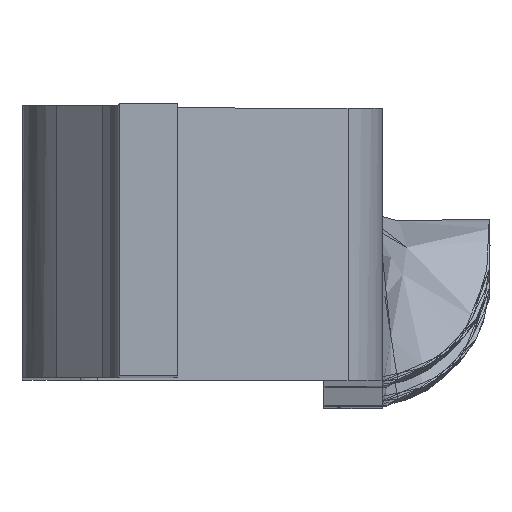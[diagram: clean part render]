
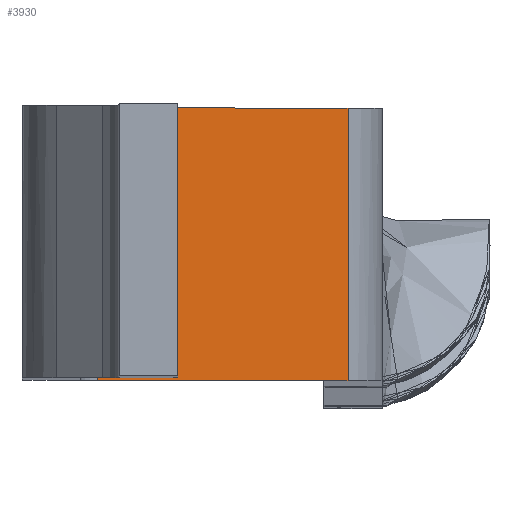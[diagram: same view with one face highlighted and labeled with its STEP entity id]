
A CAD part, top view. The second image highlights one B-rep face of the part: STEP entity #3930.
In plain terms, the highlighted free-form (B-spline) face has degree [1, 1] with [2, 2] control points.
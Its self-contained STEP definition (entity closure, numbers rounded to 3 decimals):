
#1752=CARTESIAN_POINT('',(11.743,-7.0,-131.985));
#1753=VERTEX_POINT('',#1752);
#1774=CARTESIAN_POINT('',(11.743,7.0,-131.985));
#1775=VERTEX_POINT('',#1774);
#1789=CARTESIAN_POINT('',(11.743,-7.0,-131.985));
#1790=CARTESIAN_POINT('',(11.743,7.0,-131.985));
#1791=QUASI_UNIFORM_CURVE('',1,(#1789,#1790),.UNSPECIFIED.,.F.,.U.);
#1792=EDGE_CURVE('',#1753,#1775,#1791,.T.);
#2055=CARTESIAN_POINT('',(-1.121,-7.0,-119.121));
#2056=VERTEX_POINT('',#2055);
#2072=CARTESIAN_POINT('',(-1.121,7.0,-119.121));
#2073=VERTEX_POINT('',#2072);
#2074=CARTESIAN_POINT('',(-1.121,7.0,-119.121));
#2075=CARTESIAN_POINT('',(-1.121,-7.0,-119.121));
#2076=QUASI_UNIFORM_CURVE('',1,(#2074,#2075),.UNSPECIFIED.,.F.,.U.);
#2077=EDGE_CURVE('',#2073,#2056,#2076,.T.);
#3739=CARTESIAN_POINT('',(11.743,7.0,-131.985));
#3740=CARTESIAN_POINT('',(-1.121,7.0,-119.121));
#3741=QUASI_UNIFORM_CURVE('',1,(#3739,#3740),.UNSPECIFIED.,.F.,.U.);
#3742=EDGE_CURVE('',#1775,#2073,#3741,.T.);
#3767=CARTESIAN_POINT('',(11.743,-7.0,-131.985));
#3768=CARTESIAN_POINT('',(-1.121,-7.0,-119.121));
#3769=QUASI_UNIFORM_CURVE('',1,(#3767,#3768),.UNSPECIFIED.,.F.,.U.);
#3770=EDGE_CURVE('',#1753,#2056,#3769,.T.);
#3919=CARTESIAN_POINT('',(12.385,-7.699,-132.628));
#3920=CARTESIAN_POINT('',(-1.764,-7.699,-118.479));
#3921=CARTESIAN_POINT('',(12.385,7.699,-132.628));
#3922=CARTESIAN_POINT('',(-1.764,7.699,-118.479));
#3923=B_SPLINE_SURFACE_WITH_KNOTS('',1,1,((#3919,#3921),(#3920,#3922)),.UNSPECIFIED.,.F.,.F.,.U.,(2,2),(2,2),(0.0,20.01),(0.0,15.399),.UNSPECIFIED.);
#3924=ORIENTED_EDGE('',*,*,#3770,.F.);
#3925=ORIENTED_EDGE('',*,*,#1792,.T.);
#3926=ORIENTED_EDGE('',*,*,#3742,.T.);
#3927=ORIENTED_EDGE('',*,*,#2077,.T.);
#3928=EDGE_LOOP('',(#3924,#3925,#3926,#3927));
#3929=FACE_OUTER_BOUND('',#3928,.T.);
#3930=ADVANCED_FACE('',(#3929),#3923,.F.);
